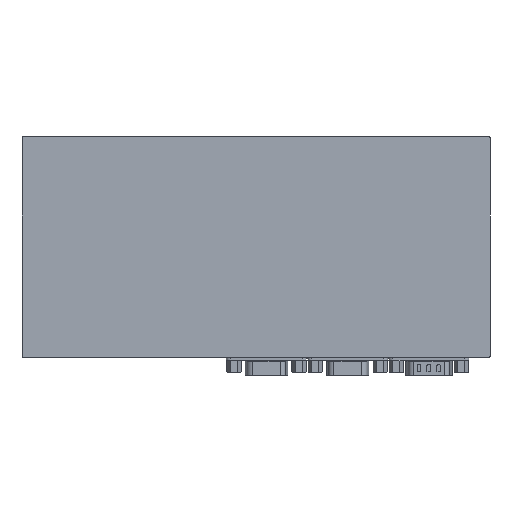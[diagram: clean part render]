
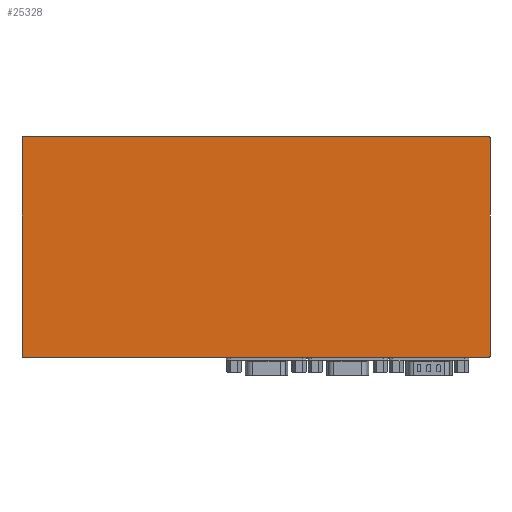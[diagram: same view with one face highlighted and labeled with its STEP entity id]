
A CAD part, front view. The second image highlights one B-rep face of the part: STEP entity #25328.
In plain terms, the highlighted planar face has unit normal (0, -1, 0).
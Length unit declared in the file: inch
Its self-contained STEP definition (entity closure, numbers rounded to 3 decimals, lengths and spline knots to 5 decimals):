
#412 = CIRCLE ( 'NONE', #32485, 0.02 ) ;
#417 = CIRCLE ( 'NONE', #32484, 0.02 ) ;
#420 = LINE ( 'NONE', #9794, #422 ) ;
#421 = CIRCLE ( 'NONE', #32486, 0.02 ) ;
#422 = VECTOR ( 'NONE', #9793, 39.37008 ) ;
#423 = CIRCLE ( 'NONE', #32487, 0.02 ) ;
#425 = LINE ( 'NONE', #9804, #427 ) ;
#426 = LINE ( 'NONE', #9814, #429 ) ;
#427 = VECTOR ( 'NONE', #9805, 39.37008 ) ;
#429 = VECTOR ( 'NONE', #9815, 39.37008 ) ;
#9793 = DIRECTION ( 'NONE',  ( 0., 0., -1. ) ) ;
#9794 = CARTESIAN_POINT ( 'NONE',  ( 3.543, -0.3935, 1.673 ) ) ;
#9795 = CARTESIAN_POINT ( 'NONE',  ( 3.523, -0.3935, 1.653 ) ) ;
#9796 = DIRECTION ( 'NONE',  ( 0., -1., 0. ) ) ;
#9797 = DIRECTION ( 'NONE',  ( 0., 0., 1. ) ) ;
#9798 = CARTESIAN_POINT ( 'NONE',  ( -3.523, -0.3935, 1.653 ) ) ;
#9799 = DIRECTION ( 'NONE',  ( 0., -1., 0. ) ) ;
#9800 = DIRECTION ( 'NONE',  ( 0., 0., 1. ) ) ;
#9801 = CARTESIAN_POINT ( 'NONE',  ( -3.523, -0.3935, -1.653 ) ) ;
#9802 = DIRECTION ( 'NONE',  ( 0., -1., 0. ) ) ;
#9803 = DIRECTION ( 'NONE',  ( 0., 0., 1. ) ) ;
#9804 = CARTESIAN_POINT ( 'NONE',  ( -3.543, -0.3935, 1.673 ) ) ;
#9805 = DIRECTION ( 'NONE',  ( 0., 0., -1. ) ) ;
#9806 = CARTESIAN_POINT ( 'NONE',  ( 3.523, -0.3935, -1.653 ) ) ;
#9807 = DIRECTION ( 'NONE',  ( 0., -1., 0. ) ) ;
#9808 = DIRECTION ( 'NONE',  ( 0., 0., 1. ) ) ;
#9814 = CARTESIAN_POINT ( 'NONE',  ( 3.543, -0.3935, 1.673 ) ) ;
#9815 = DIRECTION ( 'NONE',  ( -1., 0., 0. ) ) ;
#11047 = CARTESIAN_POINT ( 'NONE',  ( -3.523, -0.3935, -1.673 ) ) ;
#11194 = CARTESIAN_POINT ( 'NONE',  ( 3.543, -0.3935, -1.653 ) ) ;
#11216 = CARTESIAN_POINT ( 'NONE',  ( -3.543, -0.3935, 1.653 ) ) ;
#11218 = CARTESIAN_POINT ( 'NONE',  ( 3.523, -0.3935, 1.673 ) ) ;
#11220 = CARTESIAN_POINT ( 'NONE',  ( -3.523, -0.3935, 1.673 ) ) ;
#11222 = CARTESIAN_POINT ( 'NONE',  ( -3.543, -0.3935, -1.653 ) ) ;
#11227 = CARTESIAN_POINT ( 'NONE',  ( 3.543, -0.3935, 1.653 ) ) ;
#11699 = LINE ( 'NONE', #29017, #11715 ) ;
#11715 = VECTOR ( 'NONE', #29012, 39.37008 ) ;
#13743 = ORIENTED_EDGE ( 'NONE', *, *, #34643, .F. ) ;
#13797 = ORIENTED_EDGE ( 'NONE', *, *, #36099, .T. ) ;
#13887 = ORIENTED_EDGE ( 'NONE', *, *, #36092, .T. ) ;
#13888 = ORIENTED_EDGE ( 'NONE', *, *, #36094, .F. ) ;
#13921 = ORIENTED_EDGE ( 'NONE', *, *, #36093, .T. ) ;
#13929 = ORIENTED_EDGE ( 'NONE', *, *, #36096, .T. ) ;
#13986 = ORIENTED_EDGE ( 'NONE', *, *, #36095, .T. ) ;
#13988 = ORIENTED_EDGE ( 'NONE', *, *, #36098, .T. ) ;
#17017 = EDGE_LOOP ( 'NONE', ( #13988, #13986, #13743, #13929, #13888, #13887, #13797, #13921 ) ) ;
#21609 = VERTEX_POINT ( 'NONE', #24016 ) ;
#24016 = CARTESIAN_POINT ( 'NONE',  ( 3.523, -0.3935, -1.673 ) ) ;
#25328 = ADVANCED_FACE ( 'NONE', ( #48197 ), #46973, .F. ) ;
#29012 = DIRECTION ( 'NONE',  ( -1., 0., 0. ) ) ;
#29017 = CARTESIAN_POINT ( 'NONE',  ( 3.543, -0.3935, -1.673 ) ) ;
#32484 = AXIS2_PLACEMENT_3D ( 'NONE', #9795, #9796, #9797 ) ;
#32485 = AXIS2_PLACEMENT_3D ( 'NONE', #9798, #9799, #9800 ) ;
#32486 = AXIS2_PLACEMENT_3D ( 'NONE', #9801, #9802, #9803 ) ;
#32487 = AXIS2_PLACEMENT_3D ( 'NONE', #9806, #9807, #9808 ) ;
#34643 = EDGE_CURVE ( 'NONE', #21609, #54643, #11699, .T. ) ;
#36092 = EDGE_CURVE ( 'NONE', #54740, #54735, #417, .T. ) ;
#36093 = EDGE_CURVE ( 'NONE', #54736, #54734, #412, .T. ) ;
#36094 = EDGE_CURVE ( 'NONE', #54740, #54722, #420, .T. ) ;
#36095 = EDGE_CURVE ( 'NONE', #54737, #54643, #421, .T. ) ;
#36096 = EDGE_CURVE ( 'NONE', #21609, #54722, #423, .T. ) ;
#36098 = EDGE_CURVE ( 'NONE', #54734, #54737, #425, .T. ) ;
#36099 = EDGE_CURVE ( 'NONE', #54735, #54736, #426, .T. ) ;
#41884 = AXIS2_PLACEMENT_3D ( 'NONE', #46974, #46987, #46988 ) ;
#46973 = PLANE ( 'NONE',  #41884 ) ;
#46974 = CARTESIAN_POINT ( 'NONE',  ( 3.543, -0.3935, 1.673 ) ) ;
#46987 = DIRECTION ( 'NONE',  ( 0., 1., 0. ) ) ;
#46988 = DIRECTION ( 'NONE',  ( 0., 0., 1. ) ) ;
#48197 = FACE_OUTER_BOUND ( 'NONE', #17017, .T. ) ;
#54643 = VERTEX_POINT ( 'NONE', #11047 ) ;
#54722 = VERTEX_POINT ( 'NONE', #11194 ) ;
#54734 = VERTEX_POINT ( 'NONE', #11216 ) ;
#54735 = VERTEX_POINT ( 'NONE', #11218 ) ;
#54736 = VERTEX_POINT ( 'NONE', #11220 ) ;
#54737 = VERTEX_POINT ( 'NONE', #11222 ) ;
#54740 = VERTEX_POINT ( 'NONE', #11227 ) ;
